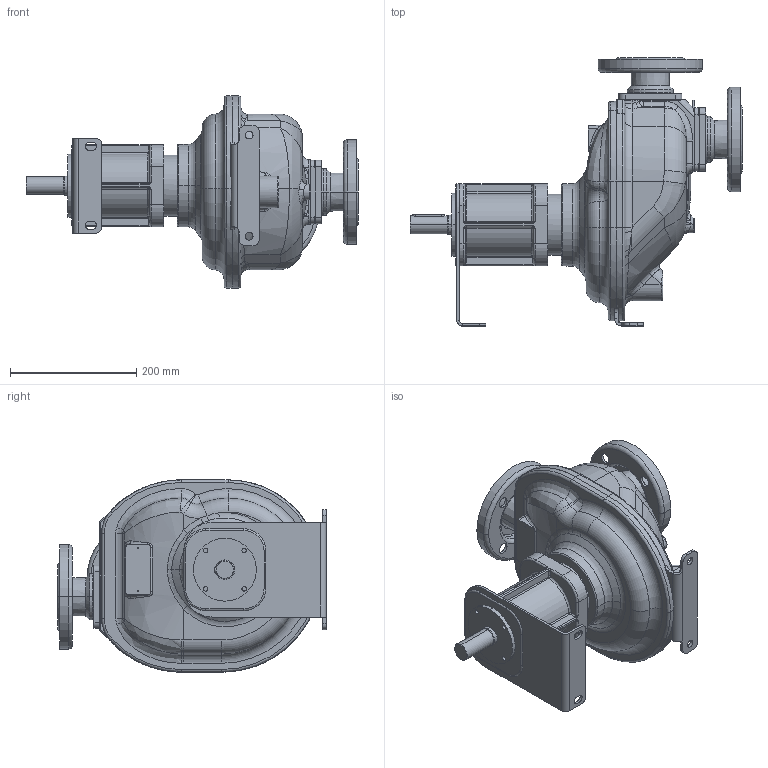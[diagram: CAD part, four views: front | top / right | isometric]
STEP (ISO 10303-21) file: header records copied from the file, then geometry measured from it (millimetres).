
FILE_DESCRIPTION((''),'2;1');
FILE_NAME('S_62_K_B_F','2023-07-05T11:26:32',('Amenduni'),(''),'CREO PARAMETRIC BY PTC INC, 2023014','CREO PARAMETRIC BY PTC INC, 2023014','');
FILE_SCHEMA(('AUTOMOTIVE_DESIGN { 1 0 10303 214 1 1 1 1 }'));
Products named in the file (1): S_62_K_B_F
Bounding box: 525 x 424 x 304.09 mm (x, y, z)
Volume: 12691504.4 mm3; surface area: 673649.5 mm2
Topology: 1 solids, 1 shells, 988 faces, 2369 edges, 1424 vertices
Faces by surface type: bspline 345, cylinder 278, plane 207, torus 114, cone 30, sphere 9, extrusion 5
Entity records: 59312 total; most frequent: CARTESIAN_POINT 31418, ORIENTED_EDGE 4730, DIRECTION 3793, EDGE_CURVE 2365, AXIS2_PLACEMENT_3D 1528, VERTEX_POINT 1424, EDGE_LOOP 1065, FILL_AREA_STYLE_COLOUR 1028
